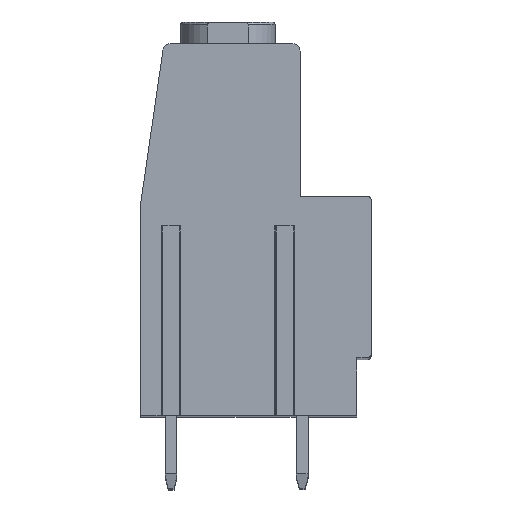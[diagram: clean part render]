
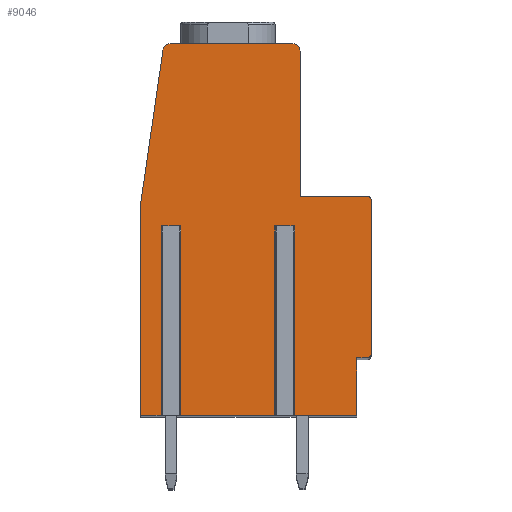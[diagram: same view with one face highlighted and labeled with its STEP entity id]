
A CAD part, top view. The second image highlights one B-rep face of the part: STEP entity #9046.
In plain terms, the highlighted planar face has unit normal (0, 0, 1).
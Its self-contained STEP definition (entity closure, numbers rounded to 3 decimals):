
#15=DIRECTION('',(1.,0.,0.));
#16=VECTOR('',#15,0.8);
#17=CARTESIAN_POINT('',(-6.226,0.25,3.175));
#18=LINE('',#17,#16);
#19=DIRECTION('',(0.,1.,0.));
#20=VECTOR('',#19,13.);
#21=CARTESIAN_POINT('',(-6.226,-12.75,3.175));
#22=LINE('',#21,#20);
#23=DIRECTION('',(-1.,0.,0.));
#24=VECTOR('',#23,1.699);
#25=CARTESIAN_POINT('',(-6.226,-12.75,3.175));
#26=LINE('',#25,#24);
#27=DIRECTION('',(0.,1.,0.));
#28=VECTOR('',#27,14.5);
#29=CARTESIAN_POINT('',(-7.925,-12.75,3.175));
#30=LINE('',#29,#28);
#31=DIRECTION('',(0.144,0.99,0.));
#32=VECTOR('',#31,10.683);
#33=CARTESIAN_POINT('',(-7.925,1.75,3.175));
#34=LINE('',#33,#32);
#35=CARTESIAN_POINT('',(-5.892,12.25,3.175));
#36=DIRECTION('',(0.,0.,-1.));
#37=DIRECTION('',(-0.99,0.144,0.));
#38=AXIS2_PLACEMENT_3D('',#35,#36,#37);
#40=CARTESIAN_POINT('',(2.525,12.25,3.175));
#41=DIRECTION('',(0.,0.,-1.));
#42=DIRECTION('',(0.,1.,0.));
#43=AXIS2_PLACEMENT_3D('',#40,#41,#42);
#45=DIRECTION('',(0.,-1.,0.));
#46=VECTOR('',#45,9.95);
#47=CARTESIAN_POINT('',(3.025,12.25,3.175));
#48=LINE('',#47,#46);
#49=DIRECTION('',(1.,0.,0.));
#50=VECTOR('',#49,4.6);
#51=CARTESIAN_POINT('',(3.025,2.3,3.175));
#52=LINE('',#51,#50);
#53=CARTESIAN_POINT('',(7.625,2.,3.175));
#54=DIRECTION('',(0.,0.,-1.));
#55=DIRECTION('',(0.,1.,0.));
#56=AXIS2_PLACEMENT_3D('',#53,#54,#55);
#58=DIRECTION('',(0.,-1.,0.));
#59=VECTOR('',#58,10.5);
#60=CARTESIAN_POINT('',(7.925,2.,3.175));
#61=LINE('',#60,#59);
#62=CARTESIAN_POINT('',(7.625,-8.5,3.175));
#63=DIRECTION('',(0.,0.,-1.));
#64=DIRECTION('',(1.,0.,0.));
#65=AXIS2_PLACEMENT_3D('',#62,#63,#64);
#67=DIRECTION('',(-1.,0.,0.));
#68=VECTOR('',#67,0.7);
#69=CARTESIAN_POINT('',(7.625,-8.8,3.175));
#70=LINE('',#69,#68);
#71=DIRECTION('',(0.,-1.,0.));
#72=VECTOR('',#71,3.95);
#73=CARTESIAN_POINT('',(6.925,-8.8,3.175));
#74=LINE('',#73,#72);
#75=DIRECTION('',(-1.,0.,0.));
#76=VECTOR('',#75,4.551);
#77=CARTESIAN_POINT('',(6.925,-12.75,3.175));
#78=LINE('',#77,#76);
#79=DIRECTION('',(0.,1.,0.));
#80=VECTOR('',#79,13.);
#81=CARTESIAN_POINT('',(2.374,-12.75,3.175));
#82=LINE('',#81,#80);
#83=DIRECTION('',(1.,0.,0.));
#84=VECTOR('',#83,0.8);
#85=CARTESIAN_POINT('',(1.574,0.25,3.175));
#86=LINE('',#85,#84);
#87=DIRECTION('',(0.,1.,0.));
#88=VECTOR('',#87,13.);
#89=CARTESIAN_POINT('',(1.574,-12.75,3.175));
#90=LINE('',#89,#88);
#91=DIRECTION('',(-1.,0.,0.));
#92=VECTOR('',#91,7.);
#93=CARTESIAN_POINT('',(1.574,-12.75,3.175));
#94=LINE('',#93,#92);
#95=DIRECTION('',(0.,1.,0.));
#96=VECTOR('',#95,13.);
#97=CARTESIAN_POINT('',(-5.426,-12.75,3.175));
#98=LINE('',#97,#96);
#1551=DIRECTION('',(-1.,0.,0.));
#1552=VECTOR('',#1551,8.417);
#1553=CARTESIAN_POINT('',(2.525,12.75,3.175));
#1554=LINE('',#1553,#1552);
#7073=CARTESIAN_POINT('',(6.925,-8.8,3.175));
#7074=CARTESIAN_POINT('',(6.925,-12.75,3.175));
#7075=VERTEX_POINT('',#7073);
#7076=VERTEX_POINT('',#7074);
#7077=CARTESIAN_POINT('',(7.625,-8.8,3.175));
#7078=VERTEX_POINT('',#7077);
#7079=CARTESIAN_POINT('',(7.925,-8.5,3.175));
#7080=VERTEX_POINT('',#7079);
#7081=CARTESIAN_POINT('',(7.925,2.,3.175));
#7082=VERTEX_POINT('',#7081);
#7083=CARTESIAN_POINT('',(7.625,2.3,3.175));
#7084=VERTEX_POINT('',#7083);
#7085=CARTESIAN_POINT('',(3.025,2.3,3.175));
#7086=VERTEX_POINT('',#7085);
#7087=CARTESIAN_POINT('',(3.025,12.25,3.175));
#7088=VERTEX_POINT('',#7087);
#7089=CARTESIAN_POINT('',(2.525,12.75,3.175));
#7090=VERTEX_POINT('',#7089);
#7091=CARTESIAN_POINT('',(-6.387,12.322,3.175));
#7092=CARTESIAN_POINT('',(-5.892,12.75,3.175));
#7093=VERTEX_POINT('',#7091);
#7094=VERTEX_POINT('',#7092);
#7095=CARTESIAN_POINT('',(-7.925,1.75,3.175));
#7096=VERTEX_POINT('',#7095);
#7097=CARTESIAN_POINT('',(-7.925,-12.75,3.175));
#7098=VERTEX_POINT('',#7097);
#7157=CARTESIAN_POINT('',(-6.226,0.25,3.175));
#7158=CARTESIAN_POINT('',(-5.426,0.25,3.175));
#7159=VERTEX_POINT('',#7157);
#7160=VERTEX_POINT('',#7158);
#7161=CARTESIAN_POINT('',(1.574,0.25,3.175));
#7162=CARTESIAN_POINT('',(2.374,0.25,3.175));
#7163=VERTEX_POINT('',#7161);
#7164=VERTEX_POINT('',#7162);
#7165=CARTESIAN_POINT('',(-5.426,-12.75,3.175));
#7166=VERTEX_POINT('',#7165);
#7167=CARTESIAN_POINT('',(-6.226,-12.75,3.175));
#7168=VERTEX_POINT('',#7167);
#7169=CARTESIAN_POINT('',(1.574,-12.75,3.175));
#7170=VERTEX_POINT('',#7169);
#7171=CARTESIAN_POINT('',(2.374,-12.75,3.175));
#7172=VERTEX_POINT('',#7171);
#8997=CARTESIAN_POINT('',(0.,0.,3.175));
#8998=DIRECTION('',(0.,0.,1.));
#8999=DIRECTION('',(1.,0.,0.));
#9000=AXIS2_PLACEMENT_3D('',#8997,#8998,#8999);
#9001=PLANE('',#9000);
#9003=ORIENTED_EDGE('',*,*,#9002,.F.);
#9005=ORIENTED_EDGE('',*,*,#9004,.F.);
#9007=ORIENTED_EDGE('',*,*,#9006,.T.);
#9009=ORIENTED_EDGE('',*,*,#9008,.T.);
#9011=ORIENTED_EDGE('',*,*,#9010,.T.);
#9013=ORIENTED_EDGE('',*,*,#9012,.T.);
#9015=ORIENTED_EDGE('',*,*,#9014,.F.);
#9017=ORIENTED_EDGE('',*,*,#9016,.T.);
#9019=ORIENTED_EDGE('',*,*,#9018,.T.);
#9021=ORIENTED_EDGE('',*,*,#9020,.T.);
#9023=ORIENTED_EDGE('',*,*,#9022,.T.);
#9025=ORIENTED_EDGE('',*,*,#9024,.T.);
#9027=ORIENTED_EDGE('',*,*,#9026,.T.);
#9029=ORIENTED_EDGE('',*,*,#9028,.T.);
#9031=ORIENTED_EDGE('',*,*,#9030,.T.);
#9033=ORIENTED_EDGE('',*,*,#9032,.T.);
#9035=ORIENTED_EDGE('',*,*,#9034,.T.);
#9037=ORIENTED_EDGE('',*,*,#9036,.F.);
#9039=ORIENTED_EDGE('',*,*,#9038,.F.);
#9041=ORIENTED_EDGE('',*,*,#9040,.T.);
#9043=ORIENTED_EDGE('',*,*,#9042,.T.);
#9044=EDGE_LOOP('',(#9003,#9005,#9007,#9009,#9011,#9013,#9015,#9017,#9019,#9021,
#9023,#9025,#9027,#9029,#9031,#9033,#9035,#9037,#9039,#9041,#9043));
#9045=FACE_OUTER_BOUND('',#9044,.F.);
#39=CIRCLE('',#38,0.5);
#44=CIRCLE('',#43,0.5);
#57=CIRCLE('',#56,0.3);
#66=CIRCLE('',#65,0.3);
#9002=EDGE_CURVE('',#7159,#7160,#18,.T.);
#9004=EDGE_CURVE('',#7168,#7159,#22,.T.);
#9006=EDGE_CURVE('',#7168,#7098,#26,.T.);
#9008=EDGE_CURVE('',#7098,#7096,#30,.T.);
#9010=EDGE_CURVE('',#7096,#7093,#34,.T.);
#9012=EDGE_CURVE('',#7093,#7094,#39,.T.);
#9014=EDGE_CURVE('',#7090,#7094,#1554,.T.);
#9016=EDGE_CURVE('',#7090,#7088,#44,.T.);
#9018=EDGE_CURVE('',#7088,#7086,#48,.T.);
#9020=EDGE_CURVE('',#7086,#7084,#52,.T.);
#9022=EDGE_CURVE('',#7084,#7082,#57,.T.);
#9024=EDGE_CURVE('',#7082,#7080,#61,.T.);
#9026=EDGE_CURVE('',#7080,#7078,#66,.T.);
#9028=EDGE_CURVE('',#7078,#7075,#70,.T.);
#9030=EDGE_CURVE('',#7075,#7076,#74,.T.);
#9032=EDGE_CURVE('',#7076,#7172,#78,.T.);
#9034=EDGE_CURVE('',#7172,#7164,#82,.T.);
#9036=EDGE_CURVE('',#7163,#7164,#86,.T.);
#9038=EDGE_CURVE('',#7170,#7163,#90,.T.);
#9040=EDGE_CURVE('',#7170,#7166,#94,.T.);
#9042=EDGE_CURVE('',#7166,#7160,#98,.T.);
#9046=ADVANCED_FACE('',(#9045),#9001,.T.);
